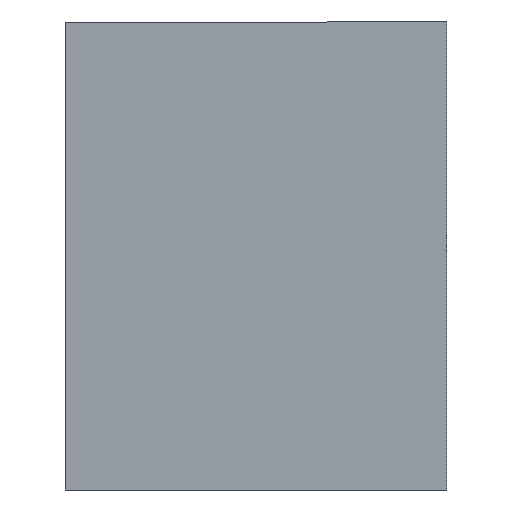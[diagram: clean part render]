
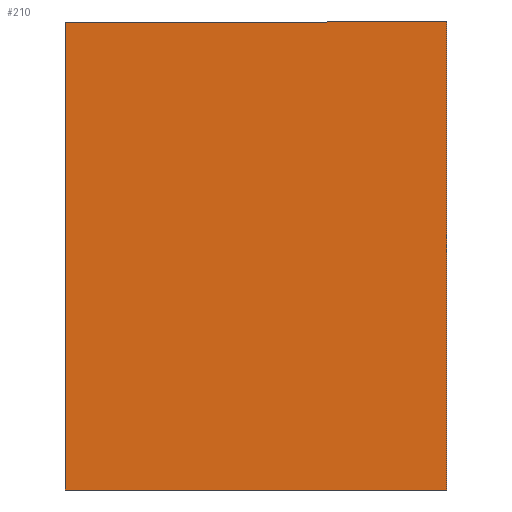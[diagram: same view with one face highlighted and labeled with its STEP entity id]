
A CAD part, left-side view. The second image highlights one B-rep face of the part: STEP entity #210.
In plain terms, the highlighted planar face has unit normal (-1, 0, 0).
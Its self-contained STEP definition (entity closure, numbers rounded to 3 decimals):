
#210 = ADVANCED_FACE ( 'NONE', ( #273 ), #1058, .T. ) ;
#250 = CARTESIAN_POINT ( 'NONE',  ( -0.01, -0.01, -5.39 ) ) ;
#270 = VERTEX_POINT ( 'NONE', #2206 ) ;
#273 = FACE_OUTER_BOUND ( 'NONE', #862, .T. ) ;
#279 = VERTEX_POINT ( 'NONE', #1625 ) ;
#355 = CARTESIAN_POINT ( 'NONE',  ( -0.01, 4.39, -5.39 ) ) ;
#494 = EDGE_CURVE ( 'NONE', #279, #1746, #1147, .T. ) ;
#634 = ORIENTED_EDGE ( 'NONE', *, *, #818, .T. ) ;
#818 = EDGE_CURVE ( 'NONE', #1746, #270, #1996, .T. ) ;
#862 = EDGE_LOOP ( 'NONE', ( #2388, #634, #2323, #1827 ) ) ;
#866 = CARTESIAN_POINT ( 'NONE',  ( -0.01, 4.39, 0.01 ) ) ;
#889 = CARTESIAN_POINT ( 'NONE',  ( -0.01, -0.01, -5.39 ) ) ;
#1005 = VECTOR ( 'NONE', #1725, 1000. ) ;
#1007 = CARTESIAN_POINT ( 'NONE',  ( -0.01, 4.39, -5.39 ) ) ;
#1040 = DIRECTION ( 'NONE',  ( -1., 0., 0. ) ) ;
#1058 = PLANE ( 'NONE',  #2179 ) ;
#1147 = LINE ( 'NONE', #1007, #1745 ) ;
#1287 = VECTOR ( 'NONE', #1633, 1000. ) ;
#1298 = LINE ( 'NONE', #355, #1005 ) ;
#1593 = DIRECTION ( 'NONE',  ( 0., -1., 0. ) ) ;
#1625 = CARTESIAN_POINT ( 'NONE',  ( -0.01, 4.39, -5.39 ) ) ;
#1633 = DIRECTION ( 'NONE',  ( 0., 1., 0. ) ) ;
#1725 = DIRECTION ( 'NONE',  ( 0., 0., -1. ) ) ;
#1745 = VECTOR ( 'NONE', #1593, 1000. ) ;
#1746 = VERTEX_POINT ( 'NONE', #889 ) ;
#1827 = ORIENTED_EDGE ( 'NONE', *, *, #1942, .T. ) ;
#1942 = EDGE_CURVE ( 'NONE', #2011, #279, #1298, .T. ) ;
#1943 = DIRECTION ( 'NONE',  ( 0., 0., 1. ) ) ;
#1945 = CARTESIAN_POINT ( 'NONE',  ( -0.01, 4.39, 0.01 ) ) ;
#1996 = LINE ( 'NONE', #250, #2302 ) ;
#2011 = VERTEX_POINT ( 'NONE', #1945 ) ;
#2015 = DIRECTION ( 'NONE',  ( 0., 0., 1. ) ) ;
#2042 = CARTESIAN_POINT ( 'NONE',  ( -0.01, 0., 0. ) ) ;
#2127 = EDGE_CURVE ( 'NONE', #270, #2011, #2214, .T. ) ;
#2179 = AXIS2_PLACEMENT_3D ( 'NONE', #2042, #1040, #2015 ) ;
#2206 = CARTESIAN_POINT ( 'NONE',  ( -0.01, -0.01, 0.01 ) ) ;
#2214 = LINE ( 'NONE', #866, #1287 ) ;
#2302 = VECTOR ( 'NONE', #1943, 1000. ) ;
#2323 = ORIENTED_EDGE ( 'NONE', *, *, #2127, .T. ) ;
#2388 = ORIENTED_EDGE ( 'NONE', *, *, #494, .T. ) ;
